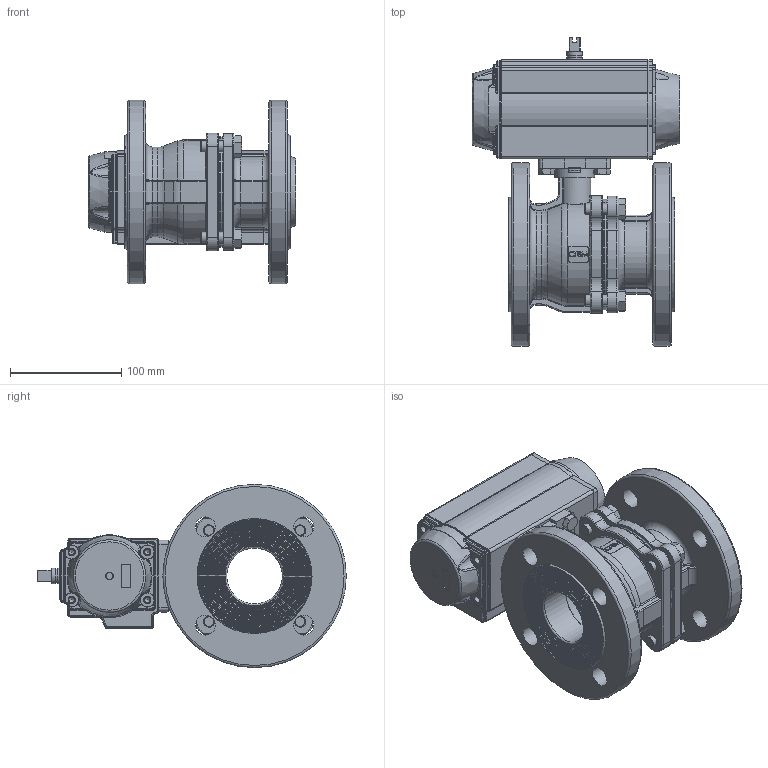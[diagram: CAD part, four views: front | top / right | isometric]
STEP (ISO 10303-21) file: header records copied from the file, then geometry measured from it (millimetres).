
FILE_DESCRIPTION(/* description */ ('Unknown'),/* implementation_level */ '2;1');
FILE_NAME(/* name */ 'PD03 0920-09',/* time_stamp */ '2024-09-24T13:08:50+02:00',/* author */ ('Unknown'),/* organization */ ('Unknown'),/* preprocessor_version */ 'ST-DEVELOPER v19.4',/* originating_system */ 'Solid Edge',/* authorisation */ 'Unknown');
FILE_SCHEMA (('AUTOMOTIVE_DESIGN {1 0 10303 214 3 1 1}'));
Products named in the file (18): PD03 0920-09; 920-09; MV-24D-FS-DN50; MV-24D-LZ-DN50; MV-24D-DD-DN50; MV-24D-FG-DN50; MV-24D-M-DN50; MV-24D-FGM-DN50; MV-24D-O-DN50; MV-24D-T(J)-DN50; MV-24D-G(J)-DN50; DIN 933 M8x22 A2-70 BLK_EDST; PD03_PE02; vt65-2016-06-25; ____65______ ______; VT65_____________MIR; zhou65; VTE65____
Assembly tree (25 placements, depth 3):
  PD03 0920-09
    920-09
      MV-24D-FS-DN50
      MV-24D-LZ-DN50  x4
      MV-24D-DD-DN50  x2
      MV-24D-FG-DN50
      MV-24D-M-DN50
      MV-24D-FGM-DN50
      MV-24D-O-DN50
      MV-24D-T(J)-DN50
      MV-24D-G(J)-DN50
    DIN 933 M8x22 A2-70 BLK_EDST  x4
    PD03_PE02
      vt65-2016-06-25
      ____65______ ______  x2
      VT65_____________MIR
      zhou65
      VTE65____
Bounding box: 186.5 x 277.5 x 165 mm (x, y, z)
Volume: 1713201.1 mm3; surface area: 424746.3 mm2
Topology: 23 solids, 23 shells, 2613 faces, 6405 edges, 3986 vertices
Faces by surface type: plane 848, cylinder 688, bspline 477, torus 288, cone 287, sphere 25
Full cylindrical faces by diameter (mm): 4.134 x8, 4.917 x15, 5 x2, 6.5 x4, 6.647 x4, 8 x4, 8.8 x4, 10 x12, 11 x1, 11.4 x1, 11.445 x2, 12 x5, 12.5 x2, 12.9 x1, 13 x6, 13.4 x1, 14 x5, 15 x1, 16.2 x18, 16.5 x1, 17 x2, 18 x10, 18.1 x1, 18.4 x2, 20 x2, 22.5 x2, 22.7 x2, 24.2 x1, 24.4 x1, 27.5 x2
Entity records: 92859 total; most frequent: CARTESIAN_POINT 45926, ORIENTED_EDGE 9786, DIRECTION 8596, EDGE_CURVE 4893, AXIS2_PLACEMENT_3D 3407, VERTEX_POINT 3307, FACE_BOUND 2836, EDGE_LOOP 2815
